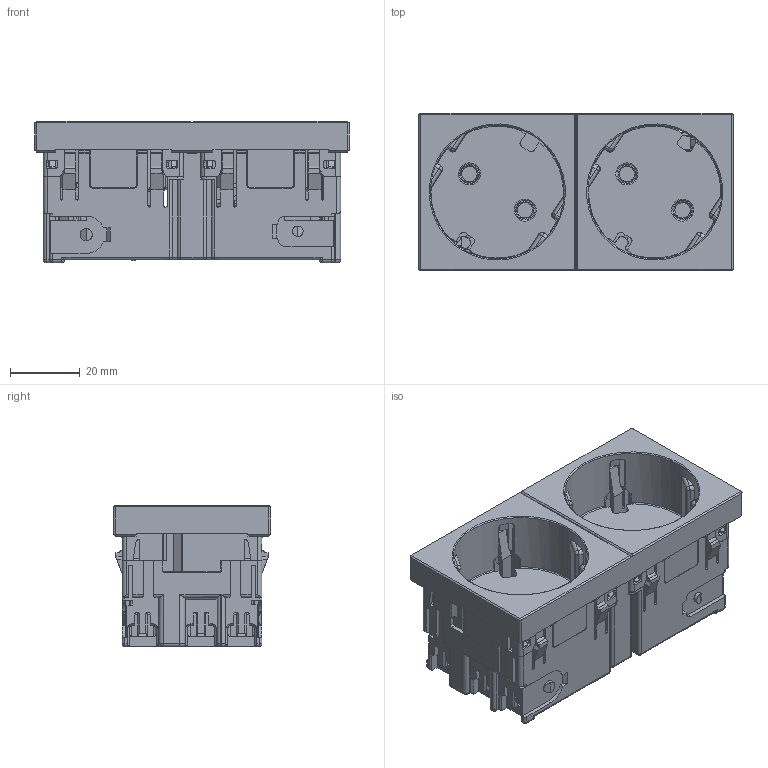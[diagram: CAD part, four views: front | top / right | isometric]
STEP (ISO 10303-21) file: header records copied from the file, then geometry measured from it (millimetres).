
FILE_DESCRIPTION (( 'STEP AP214' ), '1' );
FILE_NAME ('7404662_KSTP1.stp', '2025-10-01T08:30:36', ( '' ), ( '' ), 'SwSTEP 2.0', 'SolidWorks 2024', '' );
FILE_SCHEMA (( 'AUTOMOTIVE_DESIGN' ));
Length unit declared in the file: millimetre
Products named in the file (3): 072099_Standard; 072095_Standard; 7404662_KSTP1
Assembly tree (2 placements, depth 2):
  7404662_KSTP1
    072099_Standard
    072095_Standard
Bounding box: 89.9 x 45 x 40.4 mm (x, y, z)
Volume: 38182.3 mm3; surface area: 57051.1 mm2
Topology: 2 solids, 2 shells, 3270 faces, 9110 edges, 5692 vertices
Faces by surface type: plane 1610, cylinder 1264, bspline 340, torus 32, cone 24
Entity records: 121697 total; most frequent: CARTESIAN_POINT 42412, ORIENTED_EDGE 17990, DIRECTION 14643, EDGE_CURVE 8995, VECTOR 5827, LINE 5827, VERTEX_POINT 5692, AXIS2_PLACEMENT_3D 4408
